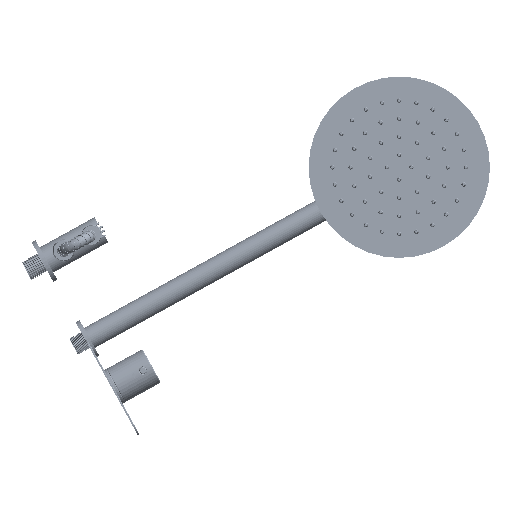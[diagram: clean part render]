
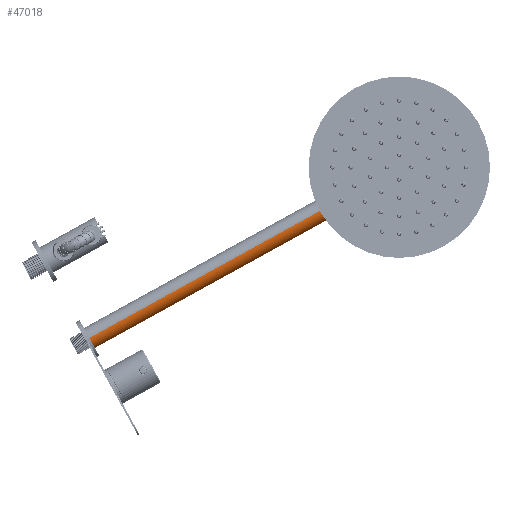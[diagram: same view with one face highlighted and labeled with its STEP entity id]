
A CAD part, front view. The second image highlights one B-rep face of the part: STEP entity #47018.
In plain terms, the highlighted cylindrical face has radius 12.5 mm (diameter 25 mm), a partial arc.
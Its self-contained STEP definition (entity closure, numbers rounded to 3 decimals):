
#3177 = DIRECTION ( 'NONE',  ( 1., 0., 0. ) ) ;
#8600 = ORIENTED_EDGE ( 'NONE', *, *, #152368, .T. ) ;
#12194 = CYLINDRICAL_SURFACE ( 'NONE', #135667, 12.5 ) ;
#15229 = CARTESIAN_POINT ( 'NONE',  ( 40., 84.5, 0. ) ) ;
#26058 = CARTESIAN_POINT ( 'NONE',  ( 390., 72., 0. ) ) ;
#30207 = EDGE_CURVE ( 'NONE', #149867, #72225, #113115, .T. ) ;
#34937 = CARTESIAN_POINT ( 'NONE',  ( 40., 72., 0. ) ) ;
#41103 = AXIS2_PLACEMENT_3D ( 'NONE', #34937, #121214, #84087 ) ;
#43224 = CARTESIAN_POINT ( 'NONE',  ( 40., 84.5, 0. ) ) ;
#47018 = ADVANCED_FACE ( 'NONE', ( #144453 ), #12194, .T. ) ;
#50657 = LINE ( 'NONE', #125664, #83832 ) ;
#54229 = EDGE_LOOP ( 'NONE', ( #56575, #8600, #138354, #96572 ) ) ;
#56575 = ORIENTED_EDGE ( 'NONE', *, *, #30207, .T. ) ;
#59720 = DIRECTION ( 'NONE',  ( 0., 1., 0. ) ) ;
#61330 = CARTESIAN_POINT ( 'NONE',  ( 40., 72., 0. ) ) ;
#72225 = VERTEX_POINT ( 'NONE', #143490 ) ;
#77615 = DIRECTION ( 'NONE',  ( -1., 0., 0. ) ) ;
#83832 = VECTOR ( 'NONE', #123265, 1000. ) ;
#84087 = DIRECTION ( 'NONE',  ( 0., 0., 1. ) ) ;
#92212 = CIRCLE ( 'NONE', #112831, 12.5 ) ;
#96572 = ORIENTED_EDGE ( 'NONE', *, *, #152583, .F. ) ;
#111513 = DIRECTION ( 'NONE',  ( 0., 1., 0. ) ) ;
#112831 = AXIS2_PLACEMENT_3D ( 'NONE', #26058, #77615, #111513 ) ;
#113115 = CIRCLE ( 'NONE', #41103, 12.5 ) ;
#117286 = CARTESIAN_POINT ( 'NONE',  ( 390., 59.5, 0. ) ) ;
#117386 = VECTOR ( 'NONE', #3177, 1000. ) ;
#120269 = DIRECTION ( 'NONE',  ( 1., 0., 0. ) ) ;
#121214 = DIRECTION ( 'NONE',  ( 1., 0., 0. ) ) ;
#123265 = DIRECTION ( 'NONE',  ( 1., 0., 0. ) ) ;
#125664 = CARTESIAN_POINT ( 'NONE',  ( 40., 59.5, 0. ) ) ;
#125688 = LINE ( 'NONE', #15229, #117386 ) ;
#131767 = VERTEX_POINT ( 'NONE', #141442 ) ;
#135667 = AXIS2_PLACEMENT_3D ( 'NONE', #61330, #120269, #59720 ) ;
#138354 = ORIENTED_EDGE ( 'NONE', *, *, #138943, .T. ) ;
#138943 = EDGE_CURVE ( 'NONE', #156489, #131767, #92212, .T. ) ;
#141442 = CARTESIAN_POINT ( 'NONE',  ( 390., 84.5, 0. ) ) ;
#143490 = CARTESIAN_POINT ( 'NONE',  ( 40., 59.5, 0. ) ) ;
#144453 = FACE_OUTER_BOUND ( 'NONE', #54229, .T. ) ;
#149867 = VERTEX_POINT ( 'NONE', #43224 ) ;
#152368 = EDGE_CURVE ( 'NONE', #72225, #156489, #50657, .T. ) ;
#152583 = EDGE_CURVE ( 'NONE', #149867, #131767, #125688, .T. ) ;
#156489 = VERTEX_POINT ( 'NONE', #117286 ) ;
